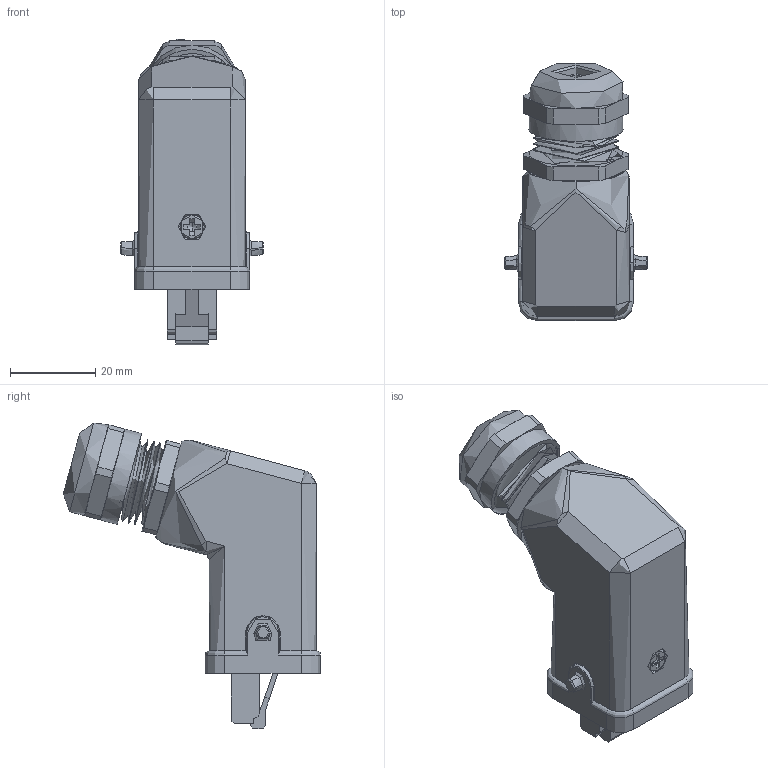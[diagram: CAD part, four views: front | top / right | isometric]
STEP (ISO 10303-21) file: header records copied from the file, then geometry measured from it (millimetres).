
FILE_DESCRIPTION(/* description */ (''),/* implementation_level */ '2;1');
FILE_NAME(/* name */ '_stp_1.stp',/* time_stamp */ '2024-03-21T13:42:37+08:00',/* author */ (''),/* organization */ (''),/* preprocessor_version */ 'ST-DEVELOPER v18.1',/* originating_system */ 'SIEMENS PLM Software NX 1980',/* authorisation */ '');
FILE_SCHEMA (('AUTOMOTIVE_DESIGN { 1 0 10303 214 3 1 1 1 }'));
Length unit declared in the file: millimetre
Products named in the file (1): 2D_1100035101191_H3A-SE_S-2B-PG11_RJ45_M_V1.0_stp
Bounding box: 33.4 x 60.18 x 71.55 mm (x, y, z)
Volume: 29090.5 mm3; surface area: 22137.2 mm2
Topology: 1 solids, 2 shells, 856 faces, 2346 edges, 1487 vertices
Faces by surface type: cylinder 330, plane 323, torus 88, cone 63, bspline 47, sphere 4, extrusion 1
Full cylindrical faces by diameter (mm): 8.4 x1, 10.4 x1, 14 x1, 18.5 x1, 22 x2
Entity records: 37575 total; most frequent: CARTESIAN_POINT 12939, ORIENTED_EDGE 4642, DIRECTION 3683, EDGE_CURVE 2321, VERTEX_POINT 1485, AXIS2_PLACEMENT_3D 1316, VECTOR 1051, LINE 1050
